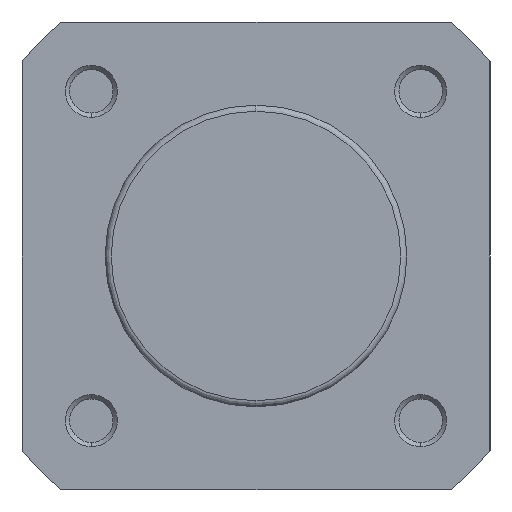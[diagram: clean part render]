
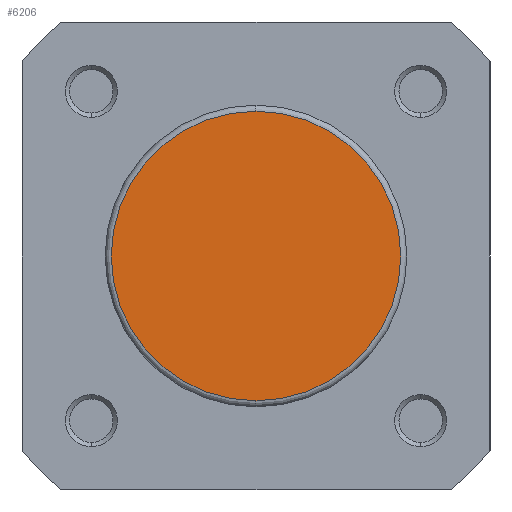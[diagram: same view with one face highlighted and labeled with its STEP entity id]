
A CAD part, left-side view. The second image highlights one B-rep face of the part: STEP entity #6206.
In plain terms, the highlighted planar face has unit normal (-1, 0, 0).
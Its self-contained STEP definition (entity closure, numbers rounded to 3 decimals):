
#261 = EDGE_CURVE ( 'NONE', #2714, #2715, #1922, .T. ) ;
#325 = EDGE_CURVE ( 'NONE', #2715, #2714, #2016, .T. ) ;
#557 = AXIS2_PLACEMENT_3D ( 'NONE', #3391, #3393, #3394 ) ;
#588 = AXIS2_PLACEMENT_3D ( 'NONE', #3573, #3580, #3581 ) ;
#819 = AXIS2_PLACEMENT_3D ( 'NONE', #5390, #5393, #5394 ) ;
#942 = ORIENTED_EDGE ( 'NONE', *, *, #325, .T. ) ;
#943 = ORIENTED_EDGE ( 'NONE', *, *, #261, .T. ) ;
#1922 = CIRCLE ( 'NONE', #557, 16.7 ) ;
#2016 = CIRCLE ( 'NONE', #588, 16.7 ) ;
#2714 = VERTEX_POINT ( 'NONE', #4701 ) ;
#2715 = VERTEX_POINT ( 'NONE', #4702 ) ;
#3391 = CARTESIAN_POINT ( 'NONE',  ( 0., 0., 0. ) ) ;
#3393 = DIRECTION ( 'NONE',  ( -1., 0., 0. ) ) ;
#3394 = DIRECTION ( 'NONE',  ( 0., 0., 1. ) ) ;
#3573 = CARTESIAN_POINT ( 'NONE',  ( 0., 0., 0. ) ) ;
#3580 = DIRECTION ( 'NONE',  ( -1., 0., 0. ) ) ;
#3581 = DIRECTION ( 'NONE',  ( 0., 0., 1. ) ) ;
#4108 = EDGE_LOOP ( 'NONE', ( #943, #942 ) ) ;
#4701 = CARTESIAN_POINT ( 'NONE',  ( 0., 0., 16.7 ) ) ;
#4702 = CARTESIAN_POINT ( 'NONE',  ( 0., 0., -16.7 ) ) ;
#5390 = CARTESIAN_POINT ( 'NONE',  ( 0., -17.4, 0. ) ) ;
#5391 = PLANE ( 'NONE',  #819 ) ;
#5393 = DIRECTION ( 'NONE',  ( -1., 0., 0. ) ) ;
#5394 = DIRECTION ( 'NONE',  ( 0., 0., 1. ) ) ;
#5865 = FACE_OUTER_BOUND ( 'NONE', #4108, .T. ) ;
#6206 = ADVANCED_FACE ( 'NONE', ( #5865 ), #5391, .T. ) ;
